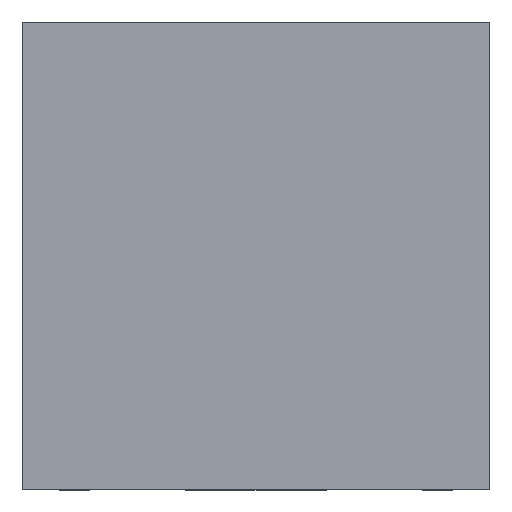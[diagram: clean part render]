
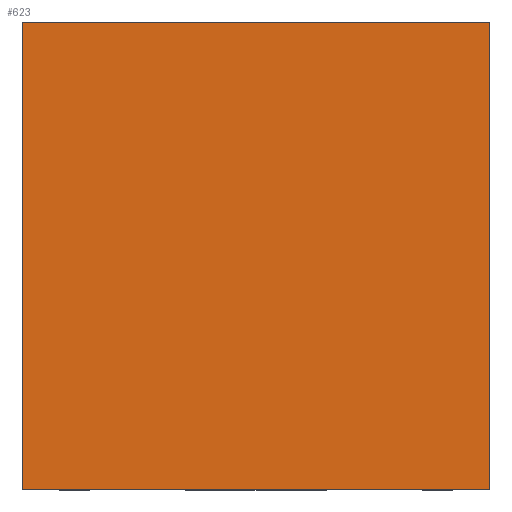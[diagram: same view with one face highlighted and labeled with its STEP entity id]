
A CAD part, top view. The second image highlights one B-rep face of the part: STEP entity #623.
In plain terms, the highlighted planar face has unit normal (0, 0, 1).
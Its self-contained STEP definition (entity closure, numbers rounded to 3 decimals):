
#623 = ADVANCED_FACE( '', ( #1254 ), #1255, .T. );
#1254 = FACE_OUTER_BOUND( '', #2474, .T. );
#1255 = PLANE( '', #2475 );
#2474 = EDGE_LOOP( '', ( #3965, #3966, #3967, #3968 ) );
#2475 = AXIS2_PLACEMENT_3D( '', #3969, #3970, #3971 );
#3965 = ORIENTED_EDGE( '', *, *, #4513, .T. );
#3966 = ORIENTED_EDGE( '', *, *, #4784, .T. );
#3967 = ORIENTED_EDGE( '', *, *, #4814, .T. );
#3968 = ORIENTED_EDGE( '', *, *, #4769, .T. );
#3969 = CARTESIAN_POINT( '', ( 0., 0., 0.9 ) );
#3970 = DIRECTION( '', ( 0., 0., 1. ) );
#3971 = DIRECTION( '', ( 1., 0., 0. ) );
#4513 = EDGE_CURVE( '', #5227, #5225, #5228, .T. );
#4769 = EDGE_CURVE( '', #5607, #5227, #5608, .T. );
#4784 = EDGE_CURVE( '', #5225, #5623, #5625, .T. );
#4814 = EDGE_CURVE( '', #5623, #5607, #5660, .T. );
#5225 = VERTEX_POINT( '', #6260 );
#5227 = VERTEX_POINT( '', #6263 );
#5228 = LINE( '', #6264, #6265 );
#5607 = VERTEX_POINT( '', #6822 );
#5608 = LINE( '', #6823, #6824 );
#5623 = VERTEX_POINT( '', #6845 );
#5625 = LINE( '', #6848, #6849 );
#5660 = LINE( '', #6896, #6897 );
#6260 = CARTESIAN_POINT( '', ( -1., -1., 0.9 ) );
#6263 = CARTESIAN_POINT( '', ( -1., 1., 0.9 ) );
#6264 = CARTESIAN_POINT( '', ( -1., 1., 0.9 ) );
#6265 = VECTOR( '', #7243, 1000. );
#6822 = CARTESIAN_POINT( '', ( 1., 1., 0.9 ) );
#6823 = CARTESIAN_POINT( '', ( 1., 1., 0.9 ) );
#6824 = VECTOR( '', #7499, 1000. );
#6845 = CARTESIAN_POINT( '', ( 1., -1., 0.9 ) );
#6848 = CARTESIAN_POINT( '', ( -1., -1., 0.9 ) );
#6849 = VECTOR( '', #7510, 1000. );
#6896 = CARTESIAN_POINT( '', ( 1., -1., 0.9 ) );
#6897 = VECTOR( '', #7535, 1000. );
#7243 = DIRECTION( '', ( 0., -1., 0. ) );
#7499 = DIRECTION( '', ( -1., 0., 0. ) );
#7510 = DIRECTION( '', ( 1., 0., 0. ) );
#7535 = DIRECTION( '', ( 0., 1., 0. ) );
